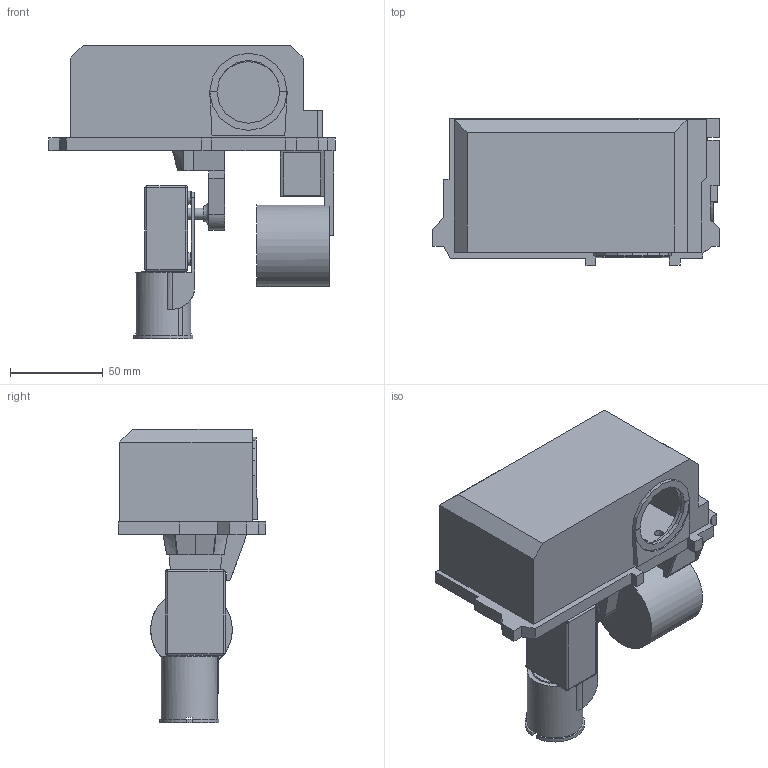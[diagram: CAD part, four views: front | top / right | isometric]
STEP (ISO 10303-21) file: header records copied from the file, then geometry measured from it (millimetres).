
FILE_DESCRIPTION(/* description */ (''),/* implementation_level */ '2;1');
FILE_NAME(/* name */ 'Assembly Camera v19.stp',/* time_stamp */ '2020-12-05T17:54:16+01:00',/* author */ (''),/* organization */ (''),/* preprocessor_version */ 'ST-DEVELOPER v18.1',/* originating_system */ 'Autodesk Translation Framework v9.3.0.1241',/* authorisation */ '');
FILE_SCHEMA (('AUTOMOTIVE_DESIGN { 1 0 10303 214 3 1 1 }'));
Length unit declared in the file: millimetre
Products named in the file (10): _Assembly Camera; Camera; Support Camera; Support motor cam; Under Camera; Under Cam; Camera Front; Support motor rotor; Head Motor; Support Motor
Assembly tree (9 placements, depth 3):
  _Assembly Camera
    Camera
    Support Camera
    Support motor cam
    Under Camera
      Under Cam
    Camera Front
    Support motor rotor
      Head Motor
      Support Motor
Bounding box: 154.33 x 79.39 x 158.3 mm (x, y, z)
Volume: 310067.9 mm3; surface area: 126796.7 mm2
Topology: 9 solids, 9 shells, 373 faces, 866 edges, 559 vertices
Faces by surface type: plane 233, cylinder 112, torus 10, bspline 10, sphere 8
Full cylindrical faces by diameter (mm): 1.5 x10, 2.2 x21, 3 x4, 3.2 x5, 5 x20, 5.2 x8, 6 x1, 7 x4, 23.6 x1, 24 x1, 30 x1, 35 x1, 44 x1
Entity records: 11156 total; most frequent: CARTESIAN_POINT 2002, DIRECTION 1891, ORIENTED_EDGE 1732, EDGE_CURVE 866, AXIS2_PLACEMENT_3D 647, LINE 597, VECTOR 597, VERTEX_POINT 559
